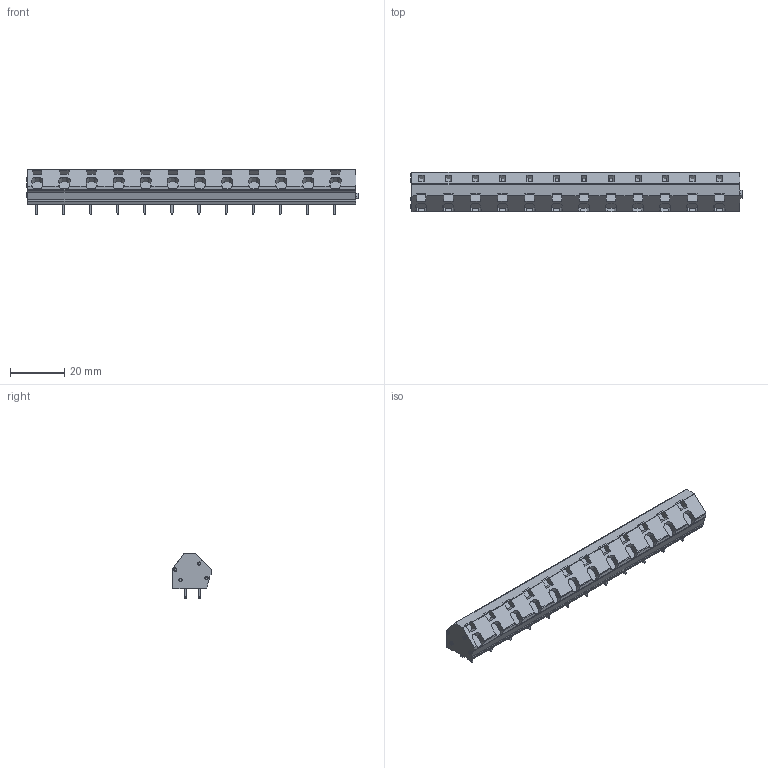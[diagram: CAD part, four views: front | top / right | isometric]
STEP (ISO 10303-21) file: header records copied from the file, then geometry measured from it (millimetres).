
FILE_DESCRIPTION(('CATIA V5 STEP','CAx-IF Rec.Pracs.--- Model Styling and Organization---1.2---2011-12-15'),'2;1');
FILE_NAME ('D1460272_0', '2018-09-08T13:11:16+00:00', ('none'), ('Weidmueller'), 'CATIA Version 5-6 Release 2014', 'CATIA V5 STEP AP214', 'none');
FILE_SCHEMA(('AUTOMOTIVE_DESIGN { 1 0 10303 214 1 1 1 1 }'));
Length unit declared in the file: millimetre
Products named in the file (1): 1953570000
Bounding box: 122.5 x 14.5 x 16.48 mm (x, y, z)
Volume: 17076.9 mm3; surface area: 7454.2 mm2
Topology: 25 solids, 25 shells, 744 faces, 2021 edges, 1351 vertices
Faces by surface type: plane 542, cylinder 136, cone 66
Entity records: 22099 total; most frequent: CARTESIAN_POINT 4776, ORIENTED_EDGE 4042, DIRECTION 2750, EDGE_CURVE 2021, VERTEX_POINT 1351, VECTOR 1342, LINE 1342, AXIS2_PLACEMENT_3D 889
